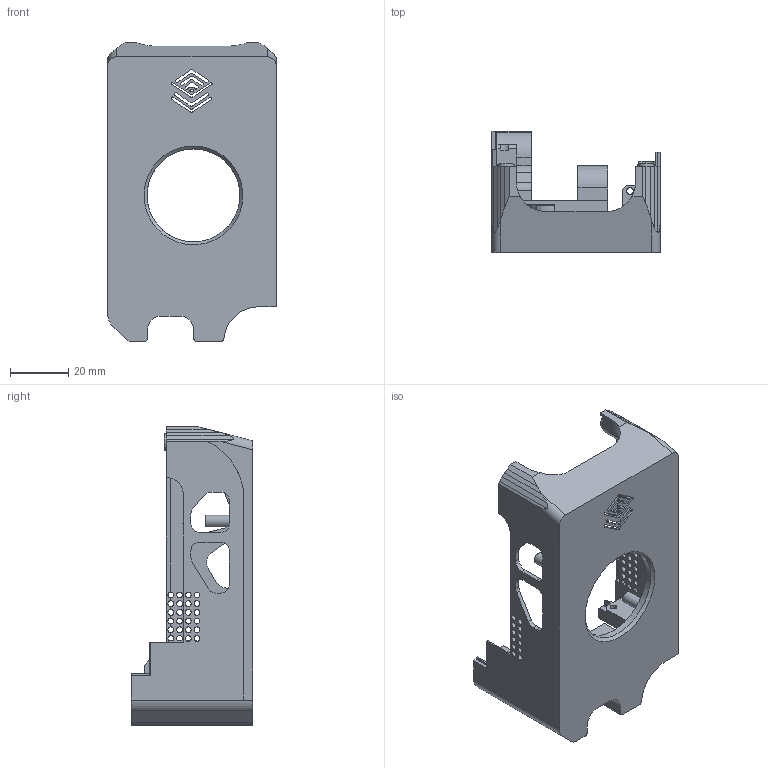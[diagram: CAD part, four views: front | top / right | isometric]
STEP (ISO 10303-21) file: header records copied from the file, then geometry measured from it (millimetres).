
FILE_DESCRIPTION(/* description */ ('STEP AP242','CAx-IF Rec.Pracs.---Representation and Presentation of Product Manufacturing Information (PMI)---4.0---2014-10-13'),/* implementation_level */ '2;1');
FILE_NAME(/* name */ 'Toolhead (BETA 0.1).step',/* time_stamp */ '2024-12-04T17:01:53Z',/* author */ (''),/* organization */ (''),/* preprocessor_version */ 'ST-DEVELOPER v20',/* originating_system */ 'Autodesk Translation Framework v13.20.0.188',/* authorisation */ '');
FILE_SCHEMA (('AP242_MANAGED_MODEL_BASED_3D_ENGINEERING_MIM_LF { 1 0 10303 442 1 1 4 }'));
Length unit declared in the file: millimetre
Products named in the file (1): Part 1
Bounding box: 58 x 41.8 x 102.98 mm (x, y, z)
Volume: 26407.2 mm3; surface area: 29378.9 mm2
Topology: 1 solids, 1 shells, 479 faces, 1398 edges, 918 vertices
Faces by surface type: plane 268, cylinder 123, bspline 83, cone 3, torus 2
Full cylindrical faces by diameter (mm): 2 x34, 2.25 x2, 4 x2, 4.2 x2, 5.6 x2, 32 x1
Entity records: 18109 total; most frequent: CARTESIAN_POINT 5453, ORIENTED_EDGE 2796, DIRECTION 2339, EDGE_CURVE 1398, LINE 965, VECTOR 965, VERTEX_POINT 918, AXIS2_PLACEMENT_3D 687
